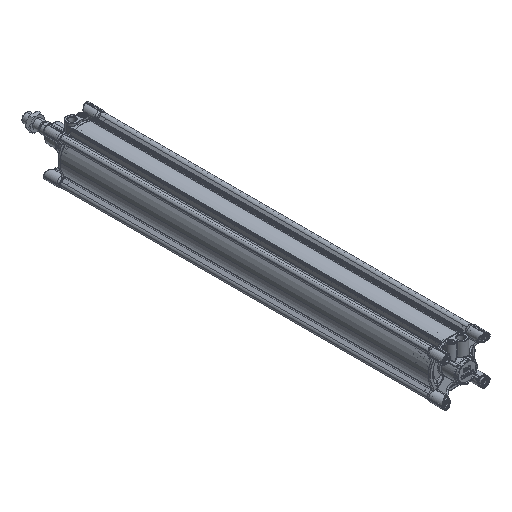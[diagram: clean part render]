
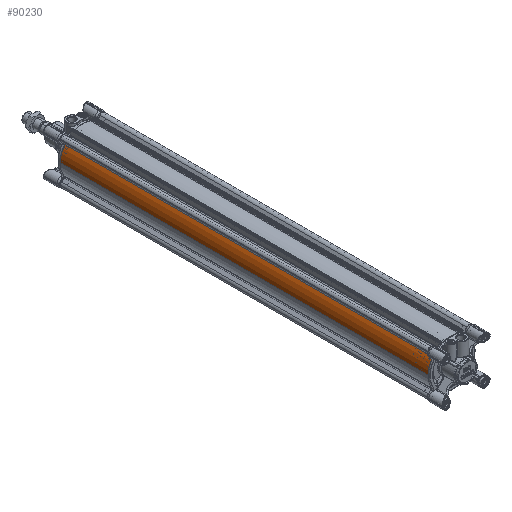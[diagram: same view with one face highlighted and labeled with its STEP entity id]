
A CAD part, isometric view. The second image highlights one B-rep face of the part: STEP entity #90230.
In plain terms, the highlighted cylindrical face has radius 65.5 mm (diameter 131 mm), a partial arc.
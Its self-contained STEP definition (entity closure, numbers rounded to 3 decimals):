
#2636 = ORIENTED_EDGE ( 'NONE', *, *, #80373, .T. ) ;
#12503 = EDGE_CURVE ( 'NONE', #29863, #41195, #47080, .T. ) ;
#21571 = DIRECTION ( 'NONE',  ( -1., 0., 0. ) ) ;
#28016 = LINE ( 'NONE', #61897, #48750 ) ;
#29863 = VERTEX_POINT ( 'NONE', #114309 ) ;
#38478 = AXIS2_PLACEMENT_3D ( 'NONE', #75971, #74590, #21571 ) ;
#41195 = VERTEX_POINT ( 'NONE', #74266 ) ;
#41207 = ORIENTED_EDGE ( 'NONE', *, *, #12503, .F. ) ;
#47080 = CIRCLE ( 'NONE', #117051, 65.5 ) ;
#48750 = VECTOR ( 'NONE', #136707, 1000. ) ;
#50757 = VECTOR ( 'NONE', #104973, 1000. ) ;
#52665 = FACE_OUTER_BOUND ( 'NONE', #99539, .T. ) ;
#59112 = LINE ( 'NONE', #96491, #50757 ) ;
#59120 = EDGE_CURVE ( 'NONE', #41195, #67452, #28016, .T. ) ;
#61897 = CARTESIAN_POINT ( 'NONE',  ( -65.5, 1045., 0. ) ) ;
#62759 = EDGE_CURVE ( 'NONE', #84440, #67452, #82724, .T. ) ;
#66481 = DIRECTION ( 'NONE',  ( 0., -1., 0. ) ) ;
#67452 = VERTEX_POINT ( 'NONE', #67688 ) ;
#67688 = CARTESIAN_POINT ( 'NONE',  ( -65.5, 1115., 0. ) ) ;
#74266 = CARTESIAN_POINT ( 'NONE',  ( -65.5, 45., 0. ) ) ;
#74590 = DIRECTION ( 'NONE',  ( 0., 1., 0. ) ) ;
#75815 = DIRECTION ( 'NONE',  ( 1., 0., 0. ) ) ;
#75971 = CARTESIAN_POINT ( 'NONE',  ( 0., 1045., 0. ) ) ;
#78031 = AXIS2_PLACEMENT_3D ( 'NONE', #123617, #66481, #109510 ) ;
#80373 = EDGE_CURVE ( 'NONE', #29863, #84440, #59112, .T. ) ;
#81329 = CARTESIAN_POINT ( 'NONE',  ( -51.346, 1115., 40.668 ) ) ;
#82724 = CIRCLE ( 'NONE', #78031, 65.5 ) ;
#84440 = VERTEX_POINT ( 'NONE', #81329 ) ;
#90230 = ADVANCED_FACE ( 'NONE', ( #52665 ), #138792, .T. ) ;
#96491 = CARTESIAN_POINT ( 'NONE',  ( -51.346, 1045., 40.668 ) ) ;
#99539 = EDGE_LOOP ( 'NONE', ( #114511, #41207, #2636, #103214 ) ) ;
#103214 = ORIENTED_EDGE ( 'NONE', *, *, #62759, .T. ) ;
#104973 = DIRECTION ( 'NONE',  ( 0., 1., 0. ) ) ;
#109510 = DIRECTION ( 'NONE',  ( 1., 0., 0. ) ) ;
#114309 = CARTESIAN_POINT ( 'NONE',  ( -51.346, 45., 40.668 ) ) ;
#114511 = ORIENTED_EDGE ( 'NONE', *, *, #59120, .F. ) ;
#117051 = AXIS2_PLACEMENT_3D ( 'NONE', #138642, #129441, #75815 ) ;
#123617 = CARTESIAN_POINT ( 'NONE',  ( 0., 1115., 0. ) ) ;
#129441 = DIRECTION ( 'NONE',  ( 0., -1., 0. ) ) ;
#136707 = DIRECTION ( 'NONE',  ( 0., 1., 0. ) ) ;
#138642 = CARTESIAN_POINT ( 'NONE',  ( 0., 45., 0. ) ) ;
#138792 = CYLINDRICAL_SURFACE ( 'NONE', #38478, 65.5 ) ;
